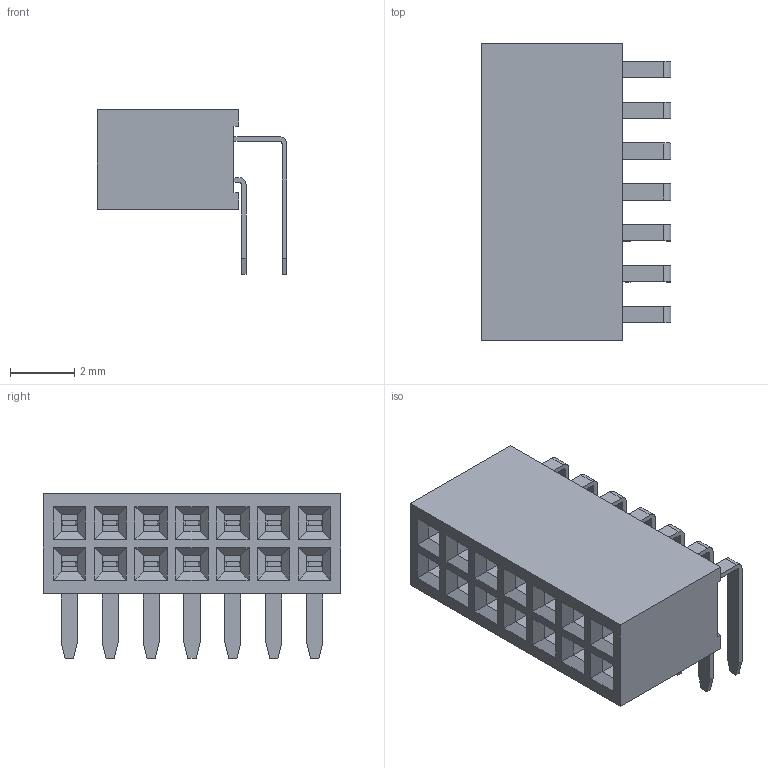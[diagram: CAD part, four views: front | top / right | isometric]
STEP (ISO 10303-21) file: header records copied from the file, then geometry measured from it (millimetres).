
FILE_DESCRIPTION(/* description */ ('model of PinSocket_2x07_P1.27mm_Horizontal'),/* implementation_level */ '2;1');
FILE_NAME(/* name */ 'PinSocket_2x07_P1.27mm_Horizontal.step',/* time_stamp */ '1970-01-01T00:00:00',/* author */ ('KiCAD','kicad'),/* organization */ ('OCCT'),/* preprocessor_version */ '',/* originating_system */ 'KiCAD',/* authorisation */ '');
FILE_SCHEMA(('AUTOMOTIVE_DESIGN { 1 0 10303 214 1 1 1 1 }'));
Length unit declared in the file: millimetre
Products named in the file (1): PinSocket_2x07_P1.27mm_Horizontal
Bounding box: 5.89 x 9.24 x 5.12 mm (x, y, z)
Volume: 114.5 mm3; surface area: 354.3 mm2
Topology: 1 solids, 1 shells, 430 faces, 1144 edges, 744 vertices
Faces by surface type: plane 402, cylinder 28
Entity records: 8523 total; most frequent: ORIENTED_EDGE 1716, EDGE_CURVE 1144, CARTESIAN_POINT 1070, LINE 1030, VERTEX_POINT 744, FACE_BOUND 458, EDGE_LOOP 458, ADVANCED_FACE 430
